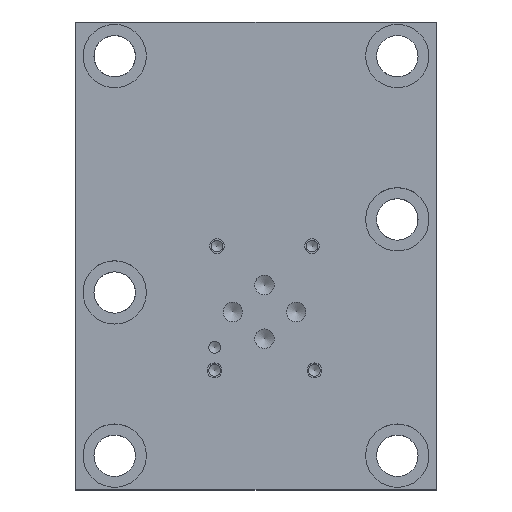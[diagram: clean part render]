
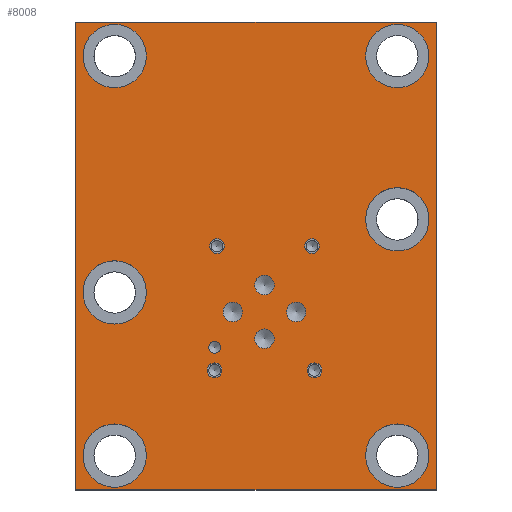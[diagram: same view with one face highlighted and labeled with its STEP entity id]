
A CAD part, top view. The second image highlights one B-rep face of the part: STEP entity #8008.
In plain terms, the highlighted planar face has unit normal (0, 0, 1).
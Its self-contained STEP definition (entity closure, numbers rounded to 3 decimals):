
#86=CIRCLE('',#8355,10.312);
#89=CIRCLE('',#8361,10.312);
#92=CIRCLE('',#8367,10.312);
#95=CIRCLE('',#8373,10.312);
#98=CIRCLE('',#8379,10.312);
#101=CIRCLE('',#8385,10.312);
#103=CIRCLE('',#8390,3.175);
#105=CIRCLE('',#8394,3.175);
#107=CIRCLE('',#8398,3.175);
#109=CIRCLE('',#8402,3.175);
#111=CIRCLE('',#8406,1.892);
#115=CIRCLE('',#8413,2.413);
#119=CIRCLE('',#8421,2.413);
#123=CIRCLE('',#8429,2.413);
#127=CIRCLE('',#8437,2.413);
#542=FACE_BOUND('',#1465,.T.);
#543=FACE_BOUND('',#1466,.T.);
#544=FACE_BOUND('',#1467,.T.);
#545=FACE_BOUND('',#1468,.T.);
#546=FACE_BOUND('',#1469,.T.);
#547=FACE_BOUND('',#1470,.T.);
#548=FACE_BOUND('',#1471,.T.);
#549=FACE_BOUND('',#1472,.T.);
#550=FACE_BOUND('',#1473,.T.);
#551=FACE_BOUND('',#1474,.T.);
#552=FACE_BOUND('',#1475,.T.);
#553=FACE_BOUND('',#1476,.T.);
#554=FACE_BOUND('',#1477,.T.);
#555=FACE_BOUND('',#1478,.T.);
#556=FACE_BOUND('',#1479,.T.);
#979=FACE_OUTER_BOUND('',#1464,.T.);
#1464=EDGE_LOOP('',(#6987,#6988,#6989,#6990));
#1465=EDGE_LOOP('',(#6991));
#1466=EDGE_LOOP('',(#6992));
#1467=EDGE_LOOP('',(#6993));
#1468=EDGE_LOOP('',(#6994));
#1469=EDGE_LOOP('',(#6995));
#1470=EDGE_LOOP('',(#6996));
#1471=EDGE_LOOP('',(#6997));
#1472=EDGE_LOOP('',(#6998));
#1473=EDGE_LOOP('',(#6999));
#1474=EDGE_LOOP('',(#7000));
#1475=EDGE_LOOP('',(#7001));
#1476=EDGE_LOOP('',(#7002));
#1477=EDGE_LOOP('',(#7003));
#1478=EDGE_LOOP('',(#7004));
#1479=EDGE_LOOP('',(#7005));
#1859=LINE('',#10968,#2638);
#2254=LINE('',#13711,#3033);
#2256=LINE('',#13715,#3035);
#2258=LINE('',#13718,#3037);
#2638=VECTOR('',#9091,10.);
#3033=VECTOR('',#10048,10.);
#3035=VECTOR('',#10052,10.);
#3037=VECTOR('',#10056,10.);
#3302=VERTEX_POINT('',#10965);
#3303=VERTEX_POINT('',#10967);
#3710=VERTEX_POINT('',#13540);
#3713=VERTEX_POINT('',#13551);
#3716=VERTEX_POINT('',#13562);
#3719=VERTEX_POINT('',#13573);
#3722=VERTEX_POINT('',#13584);
#3725=VERTEX_POINT('',#13595);
#3728=VERTEX_POINT('',#13606);
#3731=VERTEX_POINT('',#13615);
#3734=VERTEX_POINT('',#13624);
#3737=VERTEX_POINT('',#13633);
#3740=VERTEX_POINT('',#13642);
#3745=VERTEX_POINT('',#13656);
#3750=VERTEX_POINT('',#13672);
#3755=VERTEX_POINT('',#13688);
#3760=VERTEX_POINT('',#13704);
#3761=VERTEX_POINT('',#13710);
#3762=VERTEX_POINT('',#13714);
#4158=EDGE_CURVE('',#3303,#3302,#1859,.T.);
#4763=EDGE_CURVE('',#3710,#3710,#86,.T.);
#4768=EDGE_CURVE('',#3713,#3713,#89,.T.);
#4773=EDGE_CURVE('',#3716,#3716,#92,.T.);
#4778=EDGE_CURVE('',#3719,#3719,#95,.T.);
#4783=EDGE_CURVE('',#3722,#3722,#98,.T.);
#4788=EDGE_CURVE('',#3725,#3725,#101,.T.);
#4793=EDGE_CURVE('',#3728,#3728,#103,.T.);
#4797=EDGE_CURVE('',#3731,#3731,#105,.T.);
#4801=EDGE_CURVE('',#3734,#3734,#107,.T.);
#4805=EDGE_CURVE('',#3737,#3737,#109,.T.);
#4809=EDGE_CURVE('',#3740,#3740,#111,.T.);
#4815=EDGE_CURVE('',#3745,#3745,#115,.T.);
#4822=EDGE_CURVE('',#3750,#3750,#119,.T.);
#4829=EDGE_CURVE('',#3755,#3755,#123,.T.);
#4836=EDGE_CURVE('',#3760,#3760,#127,.T.);
#4839=EDGE_CURVE('',#3761,#3303,#2254,.T.);
#4841=EDGE_CURVE('',#3762,#3761,#2256,.T.);
#4843=EDGE_CURVE('',#3302,#3762,#2258,.T.);
#6987=ORIENTED_EDGE('',*,*,#4158,.T.);
#6988=ORIENTED_EDGE('',*,*,#4843,.T.);
#6989=ORIENTED_EDGE('',*,*,#4841,.T.);
#6990=ORIENTED_EDGE('',*,*,#4839,.T.);
#6991=ORIENTED_EDGE('',*,*,#4763,.T.);
#6992=ORIENTED_EDGE('',*,*,#4768,.T.);
#6993=ORIENTED_EDGE('',*,*,#4773,.T.);
#6994=ORIENTED_EDGE('',*,*,#4778,.T.);
#6995=ORIENTED_EDGE('',*,*,#4783,.T.);
#6996=ORIENTED_EDGE('',*,*,#4788,.T.);
#6997=ORIENTED_EDGE('',*,*,#4793,.T.);
#6998=ORIENTED_EDGE('',*,*,#4797,.T.);
#6999=ORIENTED_EDGE('',*,*,#4801,.T.);
#7000=ORIENTED_EDGE('',*,*,#4805,.T.);
#7001=ORIENTED_EDGE('',*,*,#4809,.T.);
#7002=ORIENTED_EDGE('',*,*,#4815,.T.);
#7003=ORIENTED_EDGE('',*,*,#4822,.T.);
#7004=ORIENTED_EDGE('',*,*,#4829,.T.);
#7005=ORIENTED_EDGE('',*,*,#4836,.T.);
#7264=PLANE('',#8443);
#8008=ADVANCED_FACE('',(#979,#542,#543,#544,#545,#546,#547,#548,#549,#550,
#551,#552,#553,#554,#555,#556),#7264,.T.);
#8355=AXIS2_PLACEMENT_3D('',#13541,#9844,#9845);
#8361=AXIS2_PLACEMENT_3D('',#13552,#9858,#9859);
#8367=AXIS2_PLACEMENT_3D('',#13563,#9872,#9873);
#8373=AXIS2_PLACEMENT_3D('',#13574,#9886,#9887);
#8379=AXIS2_PLACEMENT_3D('',#13585,#9900,#9901);
#8385=AXIS2_PLACEMENT_3D('',#13596,#9914,#9915);
#8390=AXIS2_PLACEMENT_3D('',#13607,#9927,#9928);
#8394=AXIS2_PLACEMENT_3D('',#13616,#9937,#9938);
#8398=AXIS2_PLACEMENT_3D('',#13625,#9947,#9948);
#8402=AXIS2_PLACEMENT_3D('',#13634,#9957,#9958);
#8406=AXIS2_PLACEMENT_3D('',#13643,#9967,#9968);
#8413=AXIS2_PLACEMENT_3D('',#13657,#9983,#9984);
#8421=AXIS2_PLACEMENT_3D('',#13673,#10002,#10003);
#8429=AXIS2_PLACEMENT_3D('',#13689,#10021,#10022);
#8437=AXIS2_PLACEMENT_3D('',#13705,#10040,#10041);
#8443=AXIS2_PLACEMENT_3D('',#13720,#10059,#10060);
#9091=DIRECTION('',(1.,0.,0.));
#9844=DIRECTION('center_axis',(0.,0.,-1.));
#9845=DIRECTION('ref_axis',(1.,0.,0.));
#9858=DIRECTION('center_axis',(0.,0.,-1.));
#9859=DIRECTION('ref_axis',(1.,0.,0.));
#9872=DIRECTION('center_axis',(0.,0.,-1.));
#9873=DIRECTION('ref_axis',(1.,0.,0.));
#9886=DIRECTION('center_axis',(0.,0.,-1.));
#9887=DIRECTION('ref_axis',(1.,0.,0.));
#9900=DIRECTION('center_axis',(0.,0.,-1.));
#9901=DIRECTION('ref_axis',(1.,0.,0.));
#9914=DIRECTION('center_axis',(0.,0.,-1.));
#9915=DIRECTION('ref_axis',(1.,0.,0.));
#9927=DIRECTION('center_axis',(0.,0.,-1.));
#9928=DIRECTION('ref_axis',(1.,0.,0.));
#9937=DIRECTION('center_axis',(0.,0.,-1.));
#9938=DIRECTION('ref_axis',(1.,0.,0.));
#9947=DIRECTION('center_axis',(0.,0.,-1.));
#9948=DIRECTION('ref_axis',(1.,0.,0.));
#9957=DIRECTION('center_axis',(0.,0.,-1.));
#9958=DIRECTION('ref_axis',(1.,0.,0.));
#9967=DIRECTION('center_axis',(0.,0.,-1.));
#9968=DIRECTION('ref_axis',(1.,0.,0.));
#9983=DIRECTION('center_axis',(0.,0.,-1.));
#9984=DIRECTION('ref_axis',(1.,0.,0.));
#10002=DIRECTION('center_axis',(0.,0.,-1.));
#10003=DIRECTION('ref_axis',(1.,0.,0.));
#10021=DIRECTION('center_axis',(0.,0.,-1.));
#10022=DIRECTION('ref_axis',(1.,0.,0.));
#10040=DIRECTION('center_axis',(0.,0.,-1.));
#10041=DIRECTION('ref_axis',(1.,0.,0.));
#10048=DIRECTION('',(0.,-1.,0.));
#10052=DIRECTION('',(-1.,0.,0.));
#10056=DIRECTION('',(0.,1.,0.));
#10059=DIRECTION('center_axis',(0.,0.,1.));
#10060=DIRECTION('ref_axis',(1.,0.,0.));
#10965=CARTESIAN_POINT('',(117.475,0.,38.1));
#10967=CARTESIAN_POINT('',(0.,0.,38.1));
#10968=CARTESIAN_POINT('',(0.,0.,38.1));
#13540=CARTESIAN_POINT('',(2.388,141.3,38.1));
#13541=CARTESIAN_POINT('Origin',(12.7,141.3,38.1));
#13551=CARTESIAN_POINT('',(2.388,64.306,38.1));
#13552=CARTESIAN_POINT('Origin',(12.7,64.306,38.1));
#13562=CARTESIAN_POINT('',(2.388,11.125,38.1));
#13563=CARTESIAN_POINT('Origin',(12.7,11.125,38.1));
#13573=CARTESIAN_POINT('',(94.463,11.125,38.1));
#13574=CARTESIAN_POINT('Origin',(104.775,11.125,38.1));
#13584=CARTESIAN_POINT('',(94.463,88.119,38.1));
#13585=CARTESIAN_POINT('Origin',(104.775,88.119,38.1));
#13595=CARTESIAN_POINT('',(94.463,141.3,38.1));
#13596=CARTESIAN_POINT('Origin',(104.775,141.3,38.1));
#13606=CARTESIAN_POINT('',(58.318,66.7,38.1));
#13607=CARTESIAN_POINT('Origin',(61.493,66.7,38.1));
#13615=CARTESIAN_POINT('',(48.006,57.963,38.1));
#13616=CARTESIAN_POINT('Origin',(51.181,57.963,38.1));
#13624=CARTESIAN_POINT('',(68.656,57.963,38.1));
#13625=CARTESIAN_POINT('Origin',(71.831,57.963,38.1));
#13633=CARTESIAN_POINT('',(58.318,49.225,38.1));
#13634=CARTESIAN_POINT('Origin',(61.493,49.225,38.1));
#13642=CARTESIAN_POINT('',(43.345,46.406,38.1));
#13643=CARTESIAN_POINT('Origin',(45.237,46.406,38.1));
#13656=CARTESIAN_POINT('',(75.362,38.913,38.1));
#13657=CARTESIAN_POINT('Origin',(77.775,38.913,38.1));
#13672=CARTESIAN_POINT('',(43.612,79.4,38.1));
#13673=CARTESIAN_POINT('Origin',(46.025,79.4,38.1));
#13688=CARTESIAN_POINT('',(74.574,79.4,38.1));
#13689=CARTESIAN_POINT('Origin',(76.987,79.4,38.1));
#13704=CARTESIAN_POINT('',(42.824,38.913,38.1));
#13705=CARTESIAN_POINT('Origin',(45.237,38.913,38.1));
#13710=CARTESIAN_POINT('',(0.,152.4,38.1));
#13711=CARTESIAN_POINT('',(0.,152.4,38.1));
#13714=CARTESIAN_POINT('',(117.475,152.4,38.1));
#13715=CARTESIAN_POINT('',(117.475,152.4,38.1));
#13718=CARTESIAN_POINT('',(117.475,0.,38.1));
#13720=CARTESIAN_POINT('Origin',(58.738,76.2,38.1));
